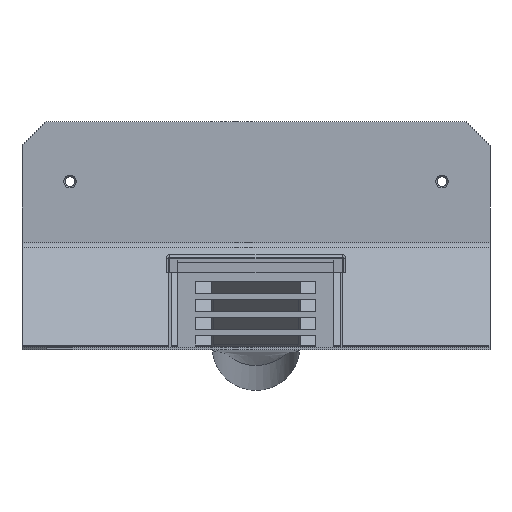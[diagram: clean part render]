
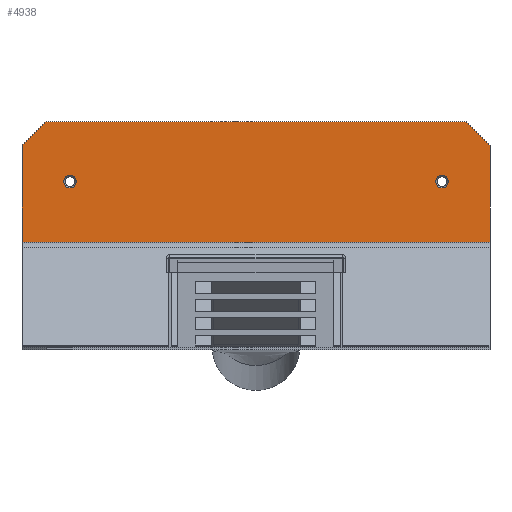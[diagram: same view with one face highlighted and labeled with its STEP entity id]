
A CAD part, left-side view. The second image highlights one B-rep face of the part: STEP entity #4938.
In plain terms, the highlighted planar face has unit normal (-1, 0, 0).
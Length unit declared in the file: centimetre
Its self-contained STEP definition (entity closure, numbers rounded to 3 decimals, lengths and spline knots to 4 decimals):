
#37=FACE_BOUND('',#732,.T.);
#38=FACE_BOUND('',#733,.T.);
#148=CIRCLE('',#5220,5.3);
#150=CIRCLE('',#5223,5.3);
#238=PLANE('',#5227);
#461=FACE_OUTER_BOUND('',#731,.T.);
#731=EDGE_LOOP('',(#3548,#3549,#3550,#3551,#3552,#3553));
#732=EDGE_LOOP('',(#3554));
#733=EDGE_LOOP('',(#3555));
#1065=LINE('',#7329,#1634);
#1069=LINE('',#7337,#1638);
#1072=LINE('',#7343,#1641);
#1073=LINE('',#7345,#1642);
#1074=LINE('',#7347,#1643);
#1075=LINE('',#7348,#1644);
#1634=VECTOR('',#5659,1.);
#1638=VECTOR('',#5665,1.);
#1641=VECTOR('',#5670,1.);
#1642=VECTOR('',#5671,1.);
#1643=VECTOR('',#5672,1.);
#1644=VECTOR('',#5673,1.);
#2268=VERTEX_POINT('',#7315);
#2270=VERTEX_POINT('',#7321);
#2272=VERTEX_POINT('',#7327);
#2273=VERTEX_POINT('',#7328);
#2276=VERTEX_POINT('',#7336);
#2278=VERTEX_POINT('',#7342);
#2279=VERTEX_POINT('',#7344);
#2280=VERTEX_POINT('',#7346);
#2762=EDGE_CURVE('',#2268,#2268,#148,.T.);
#2765=EDGE_CURVE('',#2270,#2270,#150,.T.);
#2768=EDGE_CURVE('',#2272,#2273,#1065,.T.);
#2772=EDGE_CURVE('',#2273,#2276,#1069,.T.);
#2775=EDGE_CURVE('',#2272,#2278,#1072,.T.);
#2776=EDGE_CURVE('',#2278,#2279,#1073,.T.);
#2777=EDGE_CURVE('',#2279,#2280,#1074,.T.);
#2778=EDGE_CURVE('',#2276,#2280,#1075,.T.);
#3548=ORIENTED_EDGE('',*,*,#2768,.F.);
#3549=ORIENTED_EDGE('',*,*,#2775,.T.);
#3550=ORIENTED_EDGE('',*,*,#2776,.T.);
#3551=ORIENTED_EDGE('',*,*,#2777,.T.);
#3552=ORIENTED_EDGE('',*,*,#2778,.F.);
#3553=ORIENTED_EDGE('',*,*,#2772,.F.);
#3554=ORIENTED_EDGE('',*,*,#2762,.T.);
#3555=ORIENTED_EDGE('',*,*,#2765,.T.);
#4938=ADVANCED_FACE('',(#461,#37,#38),#238,.T.);
#5220=AXIS2_PLACEMENT_3D('',#7316,#5645,#5646);
#5223=AXIS2_PLACEMENT_3D('',#7322,#5652,#5653);
#5227=AXIS2_PLACEMENT_3D('',#7341,#5668,#5669);
#5645=DIRECTION('center_axis',(1.,0.,0.));
#5646=DIRECTION('ref_axis',(0.,0.,1.));
#5652=DIRECTION('center_axis',(1.,0.,0.));
#5653=DIRECTION('ref_axis',(0.,0.,1.));
#5659=DIRECTION('',(0.,-0.707,0.707));
#5665=DIRECTION('',(0.,-1.,0.));
#5668=DIRECTION('center_axis',(-1.,0.,0.));
#5669=DIRECTION('ref_axis',(0.,-1.,0.));
#5670=DIRECTION('',(0.,0.,-1.));
#5671=DIRECTION('',(0.,-1.,0.));
#5672=DIRECTION('',(0.,0.,1.));
#5673=DIRECTION('',(0.,-0.707,-0.707));
#7315=CARTESIAN_POINT('',(398.,-155.,134.7));
#7316=CARTESIAN_POINT('Origin',(398.,-155.,140.));
#7321=CARTESIAN_POINT('',(398.,155.,134.7));
#7322=CARTESIAN_POINT('Origin',(398.,155.,140.));
#7327=CARTESIAN_POINT('',(398.,195.,170.));
#7328=CARTESIAN_POINT('',(398.,175.,190.));
#7329=CARTESIAN_POINT('',(398.,210.1287,154.8713));
#7336=CARTESIAN_POINT('',(398.,-175.,190.));
#7337=CARTESIAN_POINT('',(398.,195.,190.));
#7341=CARTESIAN_POINT('Origin',(398.,195.,89.4853));
#7342=CARTESIAN_POINT('',(398.,195.,89.4853));
#7343=CARTESIAN_POINT('',(398.,195.,190.));
#7344=CARTESIAN_POINT('',(398.,-195.,89.4853));
#7345=CARTESIAN_POINT('',(398.,195.,89.4853));
#7346=CARTESIAN_POINT('',(398.,-195.,170.));
#7347=CARTESIAN_POINT('',(398.,-195.,190.));
#7348=CARTESIAN_POINT('',(398.,-112.6287,252.3713));
